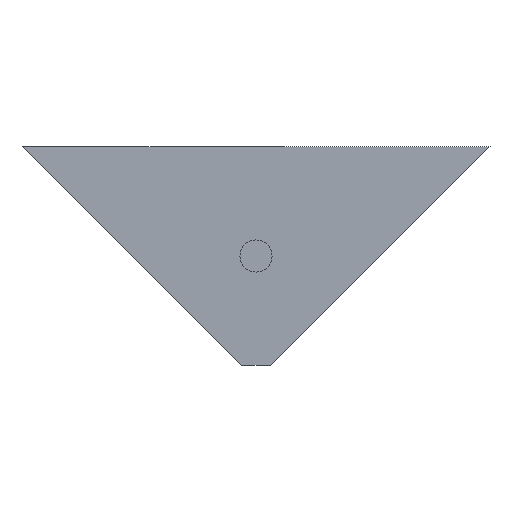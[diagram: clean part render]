
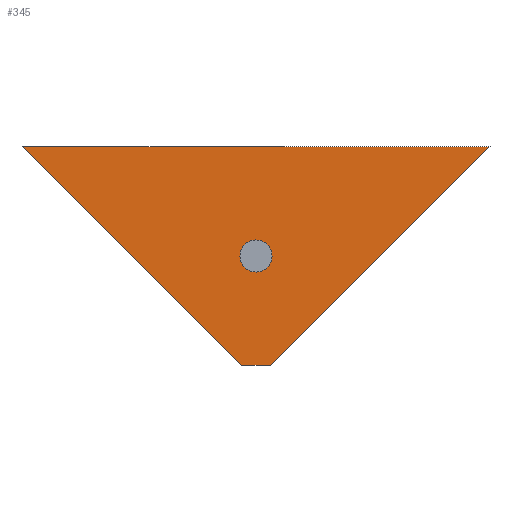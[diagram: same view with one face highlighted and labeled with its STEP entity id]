
A CAD part, left-side view. The second image highlights one B-rep face of the part: STEP entity #345.
In plain terms, the highlighted free-form (B-spline) face has degree [1, 1] with [2, 2] control points.
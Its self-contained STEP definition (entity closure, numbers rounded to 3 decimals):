
#21 = EDGE_CURVE('',#22,#24,#26,.T.);
#22 = VERTEX_POINT('',#23);
#23 = CARTESIAN_POINT('',(-23.25,-1.5,0.));
#24 = VERTEX_POINT('',#25);
#25 = CARTESIAN_POINT('',(-23.25,-24.75,23.12));
#26 = SURFACE_CURVE('',#27,(#30,#41),.PCURVE_S1.);
#27 = B_SPLINE_CURVE_WITH_KNOTS('',1,(#28,#29),.UNSPECIFIED.,.F.,.F.,(2,
    2),(0.,1.),.PIECEWISE_BEZIER_KNOTS.);
#28 = CARTESIAN_POINT('',(-23.25,-1.5,0.));
#29 = CARTESIAN_POINT('',(-23.25,-24.75,23.12));
#30 = PCURVE('',#31,#36);
#31 = PLANE('',#32);
#32 = AXIS2_PLACEMENT_3D('',#33,#34,#35);
#33 = CARTESIAN_POINT('',(-23.25,-24.75,23.12));
#34 = DIRECTION('',(0.,-0.705,-0.709));
#35 = DIRECTION('',(1.,0.,0.));
#36 = DEFINITIONAL_REPRESENTATION('',(#37),#40);
#37 = B_SPLINE_CURVE_WITH_KNOTS('',1,(#38,#39),.UNSPECIFIED.,.F.,.F.,(2,
    2),(0.,1.),.PIECEWISE_BEZIER_KNOTS.);
#38 = CARTESIAN_POINT('',(0.,-32.789));
#39 = CARTESIAN_POINT('',(0.,0.));
#40 = ( GEOMETRIC_REPRESENTATION_CONTEXT(2) 
PARAMETRIC_REPRESENTATION_CONTEXT() REPRESENTATION_CONTEXT('2D SPACE',''
  ) );
#41 = PCURVE('',#42,#47);
#42 = B_SPLINE_SURFACE_WITH_KNOTS('',1,1,(
    (#43,#44)
    ,(#45,#46)),.UNSPECIFIED.,.F.,.F.,.F.,(2,2),(2,2),(0.,49.5),(0.,1.),
  .PIECEWISE_BEZIER_KNOTS.);
#43 = CARTESIAN_POINT('',(-23.25,1.5,0.));
#44 = CARTESIAN_POINT('',(-23.25,24.75,23.12));
#45 = CARTESIAN_POINT('',(-23.25,-1.5,0.));
#46 = CARTESIAN_POINT('',(-23.25,-24.75,23.12));
#47 = DEFINITIONAL_REPRESENTATION('',(#48),#52);
#48 = LINE('',#49,#50);
#49 = CARTESIAN_POINT('',(49.5,0.));
#50 = VECTOR('',#51,1.);
#51 = DIRECTION('',(0.,1.));
#52 = ( GEOMETRIC_REPRESENTATION_CONTEXT(2) 
PARAMETRIC_REPRESENTATION_CONTEXT() REPRESENTATION_CONTEXT('2D SPACE',''
  ) );
#70 = PLANE('',#71);
#71 = AXIS2_PLACEMENT_3D('',#72,#73,#74);
#72 = CARTESIAN_POINT('',(-23.25,-1.5,0.));
#73 = DIRECTION('',(0.,0.,-1.));
#74 = DIRECTION('',(0.998,0.064,0.));
#334 = PLANE('',#335);
#335 = AXIS2_PLACEMENT_3D('',#336,#337,#338);
#336 = CARTESIAN_POINT('',(-23.25,-24.75,23.12));
#337 = DIRECTION('',(0.,0.,-1.));
#338 = DIRECTION('',(0.685,0.729,0.));
#345 = ADVANCED_FACE('',(#346,#418),#42,.T.);
#346 = FACE_BOUND('',#347,.T.);
#347 = EDGE_LOOP('',(#348,#370,#371,#394));
#348 = ORIENTED_EDGE('',*,*,#349,.T.);
#349 = EDGE_CURVE('',#350,#22,#352,.T.);
#350 = VERTEX_POINT('',#351);
#351 = CARTESIAN_POINT('',(-23.25,1.5,0.));
#352 = SURFACE_CURVE('',#353,(#357,#363),.PCURVE_S1.);
#353 = LINE('',#354,#355);
#354 = CARTESIAN_POINT('',(-23.25,1.5,0.));
#355 = VECTOR('',#356,1.);
#356 = DIRECTION('',(0.,-1.,0.));
#357 = PCURVE('',#42,#358);
#358 = DEFINITIONAL_REPRESENTATION('',(#359),#362);
#359 = B_SPLINE_CURVE_WITH_KNOTS('',1,(#360,#361),.UNSPECIFIED.,.F.,.F.,
  (2,2),(0.,3.),.PIECEWISE_BEZIER_KNOTS.);
#360 = CARTESIAN_POINT('',(0.,0.));
#361 = CARTESIAN_POINT('',(49.5,0.));
#362 = ( GEOMETRIC_REPRESENTATION_CONTEXT(2) 
PARAMETRIC_REPRESENTATION_CONTEXT() REPRESENTATION_CONTEXT('2D SPACE',''
  ) );
#363 = PCURVE('',#70,#364);
#364 = DEFINITIONAL_REPRESENTATION('',(#365),#369);
#365 = LINE('',#366,#367);
#366 = CARTESIAN_POINT('',(0.193,-2.994));
#367 = VECTOR('',#368,1.);
#368 = DIRECTION('',(-0.064,0.998));
#369 = ( GEOMETRIC_REPRESENTATION_CONTEXT(2) 
PARAMETRIC_REPRESENTATION_CONTEXT() REPRESENTATION_CONTEXT('2D SPACE',''
  ) );
#370 = ORIENTED_EDGE('',*,*,#21,.T.);
#371 = ORIENTED_EDGE('',*,*,#372,.F.);
#372 = EDGE_CURVE('',#373,#24,#375,.T.);
#373 = VERTEX_POINT('',#374);
#374 = CARTESIAN_POINT('',(-23.25,24.75,23.12));
#375 = SURFACE_CURVE('',#376,(#380,#387),.PCURVE_S1.);
#376 = LINE('',#377,#378);
#377 = CARTESIAN_POINT('',(-23.25,24.75,23.12));
#378 = VECTOR('',#379,1.);
#379 = DIRECTION('',(0.,-1.,0.));
#380 = PCURVE('',#42,#381);
#381 = DEFINITIONAL_REPRESENTATION('',(#382),#386);
#382 = LINE('',#383,#384);
#383 = CARTESIAN_POINT('',(0.,1.));
#384 = VECTOR('',#385,1.);
#385 = DIRECTION('',(1.,0.));
#386 = ( GEOMETRIC_REPRESENTATION_CONTEXT(2) 
PARAMETRIC_REPRESENTATION_CONTEXT() REPRESENTATION_CONTEXT('2D SPACE',''
  ) );
#387 = PCURVE('',#334,#388);
#388 = DEFINITIONAL_REPRESENTATION('',(#389),#393);
#389 = LINE('',#390,#391);
#390 = CARTESIAN_POINT('',(36.078,-33.891));
#391 = VECTOR('',#392,1.);
#392 = DIRECTION('',(-0.729,0.685));
#393 = ( GEOMETRIC_REPRESENTATION_CONTEXT(2) 
PARAMETRIC_REPRESENTATION_CONTEXT() REPRESENTATION_CONTEXT('2D SPACE',''
  ) );
#394 = ORIENTED_EDGE('',*,*,#395,.F.);
#395 = EDGE_CURVE('',#350,#373,#396,.T.);
#396 = SURFACE_CURVE('',#397,(#400,#407),.PCURVE_S1.);
#397 = B_SPLINE_CURVE_WITH_KNOTS('',1,(#398,#399),.UNSPECIFIED.,.F.,.F.,
  (2,2),(0.,1.),.PIECEWISE_BEZIER_KNOTS.);
#398 = CARTESIAN_POINT('',(-23.25,1.5,0.));
#399 = CARTESIAN_POINT('',(-23.25,24.75,23.12));
#400 = PCURVE('',#42,#401);
#401 = DEFINITIONAL_REPRESENTATION('',(#402),#406);
#402 = LINE('',#403,#404);
#403 = CARTESIAN_POINT('',(0.,0.));
#404 = VECTOR('',#405,1.);
#405 = DIRECTION('',(0.,1.));
#406 = ( GEOMETRIC_REPRESENTATION_CONTEXT(2) 
PARAMETRIC_REPRESENTATION_CONTEXT() REPRESENTATION_CONTEXT('2D SPACE',''
  ) );
#407 = PCURVE('',#408,#413);
#408 = PLANE('',#409);
#409 = AXIS2_PLACEMENT_3D('',#410,#411,#412);
#410 = CARTESIAN_POINT('',(23.25,24.75,23.12));
#411 = DIRECTION('',(0.,0.705,-0.709));
#412 = DIRECTION('',(-1.,0.,0.));
#413 = DEFINITIONAL_REPRESENTATION('',(#414),#417);
#414 = B_SPLINE_CURVE_WITH_KNOTS('',1,(#415,#416),.UNSPECIFIED.,.F.,.F.,
  (2,2),(0.,1.),.PIECEWISE_BEZIER_KNOTS.);
#415 = CARTESIAN_POINT('',(46.5,-32.789));
#416 = CARTESIAN_POINT('',(46.5,0.));
#417 = ( GEOMETRIC_REPRESENTATION_CONTEXT(2) 
PARAMETRIC_REPRESENTATION_CONTEXT() REPRESENTATION_CONTEXT('2D SPACE',''
  ) );
#418 = FACE_BOUND('',#419,.T.);
#419 = EDGE_LOOP('',(#420));
#420 = ORIENTED_EDGE('',*,*,#421,.T.);
#421 = EDGE_CURVE('',#422,#422,#424,.T.);
#422 = VERTEX_POINT('',#423);
#423 = CARTESIAN_POINT('',(-23.25,-1.7,11.56));
#424 = SURFACE_CURVE('',#425,(#430,#483),.PCURVE_S1.);
#425 = CIRCLE('',#426,1.7);
#426 = AXIS2_PLACEMENT_3D('',#427,#428,#429);
#427 = CARTESIAN_POINT('',(-23.25,-0.,11.56));
#428 = DIRECTION('',(1.,0.,0.));
#429 = DIRECTION('',(0.,-1.,0.));
#430 = PCURVE('',#42,#431);
#431 = DEFINITIONAL_REPRESENTATION('',(#432),#482);
#432 = B_SPLINE_CURVE_WITH_KNOTS('',8,(#433,#434,#435,#436,#437,#438,
    #439,#440,#441,#442,#443,#444,#445,#446,#447,#448,#449,#450,#451,
    #452,#453,#454,#455,#456,#457,#458,#459,#460,#461,#462,#463,#464,
    #465,#466,#467,#468,#469,#470,#471,#472,#473,#474,#475,#476,#477,
    #478,#479,#480,#481),.UNSPECIFIED.,.T.,.F.,(9,8,8,8,8,8,9),(0.,
    0.785,1.473,2.675,3.577,
    4.93,6.283),.UNSPECIFIED.);
#433 = CARTESIAN_POINT('',(27.956,0.5));
#434 = CARTESIAN_POINT('',(27.997,0.493));
#435 = CARTESIAN_POINT('',(28.004,0.486));
#436 = CARTESIAN_POINT('',(27.974,0.478));
#437 = CARTESIAN_POINT('',(27.906,0.472));
#438 = CARTESIAN_POINT('',(27.799,0.465));
#439 = CARTESIAN_POINT('',(27.652,0.459));
#440 = CARTESIAN_POINT('',(27.467,0.453));
#441 = CARTESIAN_POINT('',(27.247,0.448));
#442 = CARTESIAN_POINT('',(27.054,0.444));
#443 = CARTESIAN_POINT('',(26.834,0.44));
#444 = CARTESIAN_POINT('',(26.589,0.436));
#445 = CARTESIAN_POINT('',(26.322,0.433));
#446 = CARTESIAN_POINT('',(26.036,0.431));
#447 = CARTESIAN_POINT('',(25.735,0.429));
#448 = CARTESIAN_POINT('',(25.425,0.427));
#449 = CARTESIAN_POINT('',(25.111,0.427));
#450 = CARTESIAN_POINT('',(24.561,0.426));
#451 = CARTESIAN_POINT('',(23.997,0.427));
#452 = CARTESIAN_POINT('',(23.447,0.429));
#453 = CARTESIAN_POINT('',(22.94,0.434));
#454 = CARTESIAN_POINT('',(22.502,0.44));
#455 = CARTESIAN_POINT('',(22.147,0.448));
#456 = CARTESIAN_POINT('',(21.882,0.457));
#457 = CARTESIAN_POINT('',(21.708,0.467));
#458 = CARTESIAN_POINT('',(21.578,0.474));
#459 = CARTESIAN_POINT('',(21.499,0.482));
#460 = CARTESIAN_POINT('',(21.471,0.49));
#461 = CARTESIAN_POINT('',(21.493,0.499));
#462 = CARTESIAN_POINT('',(21.56,0.507));
#463 = CARTESIAN_POINT('',(21.669,0.516));
#464 = CARTESIAN_POINT('',(21.816,0.524));
#465 = CARTESIAN_POINT('',(21.995,0.531));
#466 = CARTESIAN_POINT('',(22.264,0.542));
#467 = CARTESIAN_POINT('',(22.607,0.553));
#468 = CARTESIAN_POINT('',(23.008,0.561));
#469 = CARTESIAN_POINT('',(23.451,0.568));
#470 = CARTESIAN_POINT('',(23.922,0.573));
#471 = CARTESIAN_POINT('',(24.407,0.575));
#472 = CARTESIAN_POINT('',(24.892,0.574));
#473 = CARTESIAN_POINT('',(25.365,0.572));
#474 = CARTESIAN_POINT('',(25.837,0.569));
#475 = CARTESIAN_POINT('',(26.296,0.564));
#476 = CARTESIAN_POINT('',(26.728,0.557));
#477 = CARTESIAN_POINT('',(27.118,0.548));
#478 = CARTESIAN_POINT('',(27.452,0.537));
#479 = CARTESIAN_POINT('',(27.713,0.525));
#480 = CARTESIAN_POINT('',(27.885,0.512));
#481 = CARTESIAN_POINT('',(27.956,0.5));
#482 = ( GEOMETRIC_REPRESENTATION_CONTEXT(2) 
PARAMETRIC_REPRESENTATION_CONTEXT() REPRESENTATION_CONTEXT('2D SPACE',''
  ) );
#483 = PCURVE('',#484,#489);
#484 = CYLINDRICAL_SURFACE('',#485,1.7);
#485 = AXIS2_PLACEMENT_3D('',#486,#487,#488);
#486 = CARTESIAN_POINT('',(-23.25,-0.,11.56));
#487 = DIRECTION('',(-1.,-0.,-0.));
#488 = DIRECTION('',(0.,-1.,0.));
#489 = DEFINITIONAL_REPRESENTATION('',(#490),#494);
#490 = LINE('',#491,#492);
#491 = CARTESIAN_POINT('',(-0.,0.));
#492 = VECTOR('',#493,1.);
#493 = DIRECTION('',(-1.,0.));
#494 = ( GEOMETRIC_REPRESENTATION_CONTEXT(2) 
PARAMETRIC_REPRESENTATION_CONTEXT() REPRESENTATION_CONTEXT('2D SPACE',''
  ) );
